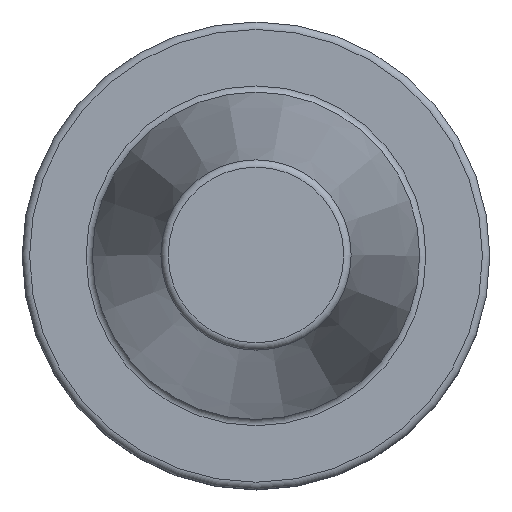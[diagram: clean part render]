
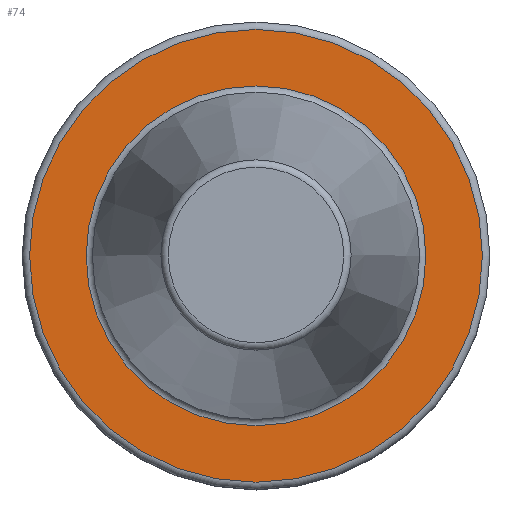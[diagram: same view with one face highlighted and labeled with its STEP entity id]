
A CAD part, top view. The second image highlights one B-rep face of the part: STEP entity #74.
In plain terms, the highlighted planar face has unit normal (0, 0, 1).
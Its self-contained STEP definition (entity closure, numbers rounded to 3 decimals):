
#45=PLANE('',#363);
#74=ADVANCED_FACE('',(#128,#129),#45,.T.);
#128=FACE_BOUND('',#178,.T.);
#129=FACE_BOUND('',#179,.T.);
#178=EDGE_LOOP('',(#230));
#179=EDGE_LOOP('',(#231));
#230=ORIENTED_EDGE('',*,*,#290,.T.);
#231=ORIENTED_EDGE('',*,*,#289,.F.);
#263=VERTEX_POINT('',#542);
#264=VERTEX_POINT('',#545);
#289=EDGE_CURVE('',#263,#263,#315,.T.);
#290=EDGE_CURVE('',#264,#264,#316,.T.);
#315=CIRCLE('',#360,30.488);
#316=CIRCLE('',#362,22.875);
#360=AXIS2_PLACEMENT_3D('',#541,#452,#453);
#362=AXIS2_PLACEMENT_3D('',#544,#456,#457);
#363=AXIS2_PLACEMENT_3D('',#546,#458,#459);
#452=DIRECTION('',(0.0,0.0,-1.0));
#453=DIRECTION('',(-1.0,0.0,0.0));
#456=DIRECTION('',(0.0,0.0,-1.0));
#457=DIRECTION('',(-1.0,0.0,0.0));
#458=DIRECTION('',(0.0,0.0,1.0));
#459=DIRECTION('',(1.0,0.0,0.0));
#541=CARTESIAN_POINT('',(0.0,0.0,-2.0));
#542=CARTESIAN_POINT('',(-30.488,0.0,-2.0));
#544=CARTESIAN_POINT('',(0.0,0.0,-2.0));
#545=CARTESIAN_POINT('',(-22.875,0.0,-2.0));
#546=CARTESIAN_POINT('',(21.558,21.558,-2.0));
